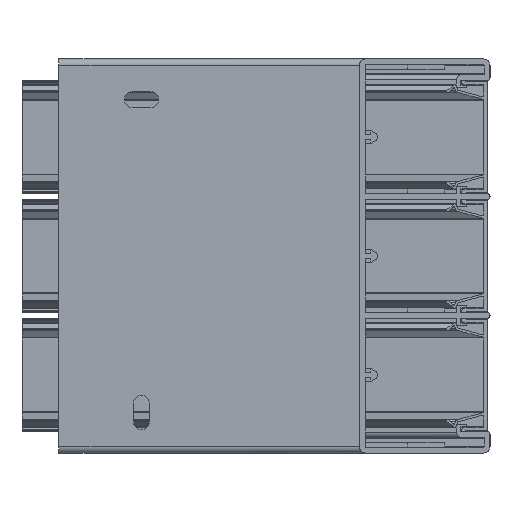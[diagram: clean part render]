
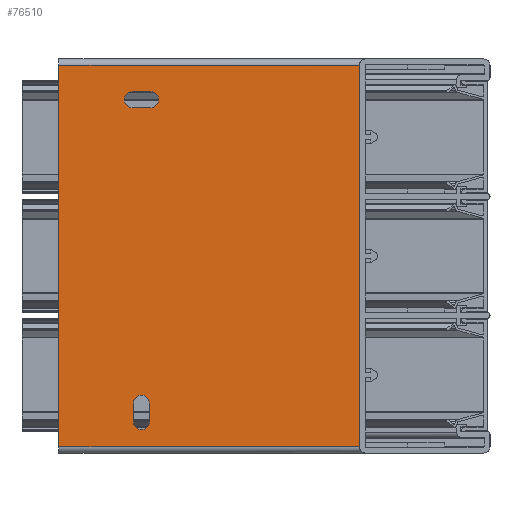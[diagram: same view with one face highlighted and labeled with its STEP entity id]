
A CAD part, left-side view. The second image highlights one B-rep face of the part: STEP entity #76510.
In plain terms, the highlighted planar face has unit normal (-1, 0, 0).
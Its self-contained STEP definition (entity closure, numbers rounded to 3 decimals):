
#23100=CARTESIAN_POINT('',(154.403,280.815,
69.171));
#23110=VERTEX_POINT('',#23100);
#28720=CARTESIAN_POINT('',(154.403,372.565,
-68.079));
#28730=VERTEX_POINT('',#28720);
#28900=CARTESIAN_POINT('',(154.403,372.565,
-75.579));
#28910=VERTEX_POINT('',#28900);
#28940=CARTESIAN_POINT('',(154.403,372.565,0.));
#28950=DIRECTION('',(0.,0.,1.));
#28960=VECTOR('',#28950,1.);
#28970=LINE('',#28940,#28960);
#28980=EDGE_CURVE('',#28910,#28730,#28970,.T.);
#29120=CARTESIAN_POINT('',(154.403,366.065,
-75.579));
#29130=VERTEX_POINT('',#29120);
#29300=CARTESIAN_POINT('',(154.403,366.065,
-68.079));
#29310=VERTEX_POINT('',#29300);
#29340=CARTESIAN_POINT('',(154.403,366.065,0.));
#29350=DIRECTION('',(0.,0.,-1.));
#29360=VECTOR('',#29350,1.);
#29370=LINE('',#29340,#29360);
#29380=EDGE_CURVE('',#29310,#29130,#29370,.T.);
#29620=CARTESIAN_POINT('',(154.403,369.315,
-64.829));
#29630=VERTEX_POINT('',#29620);
#29660=CARTESIAN_POINT('',(154.403,369.315,
-68.079));
#29670=DIRECTION('',(1.,0.,0.));
#29680=DIRECTION('',(0.,0.,1.));
#29690=AXIS2_PLACEMENT_3D('',#29660,#29670,#29680);
#29700=CIRCLE('',#29690,3.25);
#29710=EDGE_CURVE('',#29630,#29310,#29700,.T.);
#33560=CARTESIAN_POINT('',(154.403,373.065,
58.421));
#33570=VERTEX_POINT('',#33560);
#33750=CARTESIAN_POINT('',(154.403,376.315,
55.171));
#33760=VERTEX_POINT('',#33750);
#33790=CARTESIAN_POINT('',(154.403,373.065,
55.171));
#33800=DIRECTION('',(1.,0.,0.));
#33810=DIRECTION('',(0.,1.,0.));
#33820=AXIS2_PLACEMENT_3D('',#33790,#33800,#33810);
#33830=CIRCLE('',#33820,3.25);
#33840=EDGE_CURVE('',#33760,#33570,#33830,.T.);
#33980=CARTESIAN_POINT('',(154.403,373.065,
51.921));
#33990=VERTEX_POINT('',#33980);
#34160=CARTESIAN_POINT('',(154.403,365.565,
51.921));
#34170=VERTEX_POINT('',#34160);
#34200=CARTESIAN_POINT('',(154.403,499.719,
51.921));
#34210=DIRECTION('',(0.,1.,0.));
#34220=VECTOR('',#34210,1.);
#34230=LINE('',#34200,#34220);
#34240=EDGE_CURVE('',#34170,#33990,#34230,.T.);
#35340=CARTESIAN_POINT('',(154.403,435.219,
69.171));
#35350=DIRECTION('',(0.,1.,0.));
#35360=VECTOR('',#35350,1.);
#35370=LINE('',#35340,#35360);
#35380=CARTESIAN_POINT('',(154.403,402.815,
69.171));
#35390=VERTEX_POINT('',#35380);
#35400=EDGE_CURVE('',#23110,#35390,#35370,.T.);
#36150=CARTESIAN_POINT('',(154.403,402.815,0.));
#36160=DIRECTION('',(0.,0.,-1.));
#36170=VECTOR('',#36160,1.);
#36180=LINE('',#36150,#36170);
#36190=CARTESIAN_POINT('',(154.403,402.815,
-85.829));
#36200=VERTEX_POINT('',#36190);
#36210=EDGE_CURVE('',#35390,#36200,#36180,.T.);
#45990=CARTESIAN_POINT('',(154.403,365.565,
58.421));
#46000=VERTEX_POINT('',#45990);
#46050=CARTESIAN_POINT('',(154.403,499.719,
58.421));
#46060=DIRECTION('',(0.,-1.,0.));
#46070=VECTOR('',#46060,1.);
#46080=LINE('',#46050,#46070);
#46090=EDGE_CURVE('',#33570,#46000,#46080,.T.);
#46540=CARTESIAN_POINT('',(154.403,362.315,
55.171));
#46550=VERTEX_POINT('',#46540);
#46580=CARTESIAN_POINT('',(154.403,365.565,
55.171));
#46590=DIRECTION('',(1.,0.,0.));
#46600=DIRECTION('',(0.,1.,0.));
#46610=AXIS2_PLACEMENT_3D('',#46580,#46590,#46600);
#46620=CIRCLE('',#46610,3.25);
#46630=EDGE_CURVE('',#46550,#34170,#46620,.T.);
#48300=CARTESIAN_POINT('',(154.403,369.315,
-78.829));
#48310=VERTEX_POINT('',#48300);
#48340=CARTESIAN_POINT('',(154.403,369.315,
-75.579));
#48350=DIRECTION('',(1.,0.,0.));
#48360=DIRECTION('',(0.,0.,1.));
#48370=AXIS2_PLACEMENT_3D('',#48340,#48350,#48360);
#48380=CIRCLE('',#48370,3.25);
#48390=EDGE_CURVE('',#48310,#28910,#48380,.T.);
#48460=EDGE_CURVE('',#29130,#48310,#48380,.T.);
#48540=EDGE_CURVE('',#46000,#46550,#46620,.T.);
#48620=EDGE_CURVE('',#33990,#33760,#33830,.T.);
#48860=EDGE_CURVE('',#28730,#29630,#29700,.T.);
#52160=CARTESIAN_POINT('',(154.403,280.815,
-85.829));
#52170=VERTEX_POINT('',#52160);
#54820=CARTESIAN_POINT('',(154.403,280.815,0.));
#54830=DIRECTION('',(0.,0.,-1.));
#54840=VECTOR('',#54830,1.);
#54850=LINE('',#54820,#54840);
#54860=EDGE_CURVE('',#23110,#52170,#54850,.T.);
#74910=CARTESIAN_POINT('',(154.403,435.219,
-85.829));
#74920=DIRECTION('',(0.,-1.,0.));
#74930=VECTOR('',#74920,1.);
#74940=LINE('',#74910,#74930);
#74950=EDGE_CURVE('',#36200,#52170,#74940,.T.);
#76240=CARTESIAN_POINT('',(154.403,254.815,
-133.329));
#76250=DIRECTION('',(1.,-0.,0.));
#76260=DIRECTION('',(0.,0.,-1.));
#76270=AXIS2_PLACEMENT_3D('',#76240,#76250,#76260);
#76280=PLANE('',#76270);
#76290=ORIENTED_EDGE('',*,*,#46630,.T.);
#76300=ORIENTED_EDGE('',*,*,#48540,.T.);
#76310=ORIENTED_EDGE('',*,*,#46090,.T.);
#76320=ORIENTED_EDGE('',*,*,#33840,.T.);
#76330=ORIENTED_EDGE('',*,*,#48620,.T.);
#76340=ORIENTED_EDGE('',*,*,#34240,.T.);
#76350=EDGE_LOOP('',(#76340,#76330,#76320,#76310,#76300,#76290));
#76360=FACE_BOUND('',#76350,.T.);
#76370=ORIENTED_EDGE('',*,*,#29710,.T.);
#76380=ORIENTED_EDGE('',*,*,#48860,.T.);
#76390=ORIENTED_EDGE('',*,*,#28980,.T.);
#76400=ORIENTED_EDGE('',*,*,#48390,.T.);
#76410=ORIENTED_EDGE('',*,*,#48460,.T.);
#76420=ORIENTED_EDGE('',*,*,#29380,.T.);
#76430=EDGE_LOOP('',(#76420,#76410,#76400,#76390,#76380,#76370));
#76440=FACE_BOUND('',#76430,.T.);
#76450=ORIENTED_EDGE('',*,*,#54860,.F.);
#76460=ORIENTED_EDGE('',*,*,#74950,.T.);
#76470=ORIENTED_EDGE('',*,*,#36210,.T.);
#76480=ORIENTED_EDGE('',*,*,#35400,.T.);
#76490=EDGE_LOOP('',(#76480,#76470,#76460,#76450));
#76500=FACE_OUTER_BOUND('',#76490,.T.);
#76510=ADVANCED_FACE('',(#76360,#76440,#76500),#76280,.F.);
